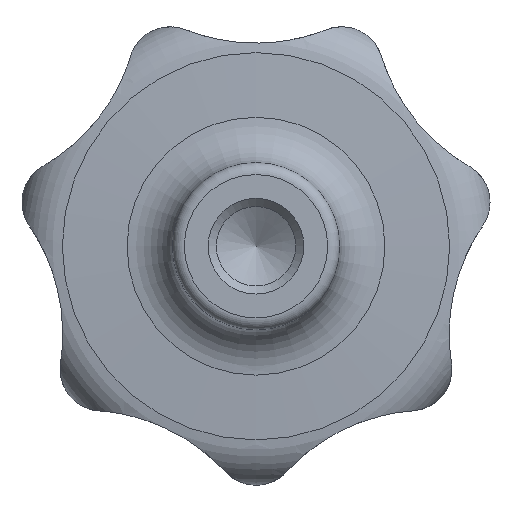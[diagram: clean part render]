
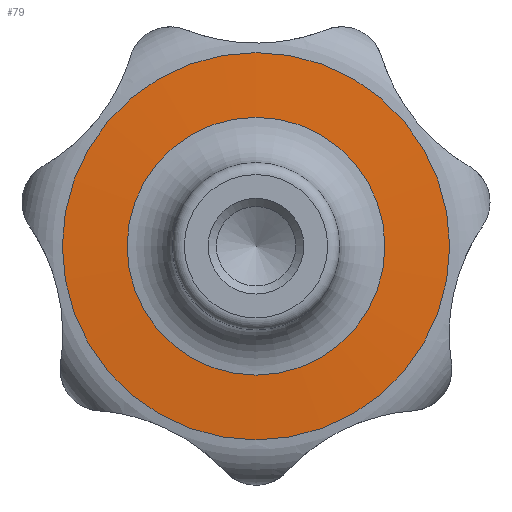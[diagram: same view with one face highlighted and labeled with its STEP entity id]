
A CAD part, front view. The second image highlights one B-rep face of the part: STEP entity #79.
In plain terms, the highlighted conical face has half-angle 87 degrees and reference radius 16.209 mm.
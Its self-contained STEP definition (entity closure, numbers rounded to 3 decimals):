
#79 = ADVANCED_FACE( '', ( #168, #169 ), #170, .T. );
#168 = FACE_BOUND( '', #261, .T. );
#169 = FACE_OUTER_BOUND( '', #262, .T. );
#170 = CONICAL_SURFACE( '', #263, 16.209, 1.518 );
#261 = EDGE_LOOP( '', ( #439 ) );
#262 = EDGE_LOOP( '', ( #440 ) );
#263 = AXIS2_PLACEMENT_3D( '', #441, #442, #443 );
#439 = ORIENTED_EDGE( '', *, *, #581, .F. );
#440 = ORIENTED_EDGE( '', *, *, #538, .T. );
#441 = CARTESIAN_POINT( '', ( 0., 13.005, 0. ) );
#442 = DIRECTION( '', ( 0., 1., 0. ) );
#443 = DIRECTION( '', ( 0., 0., 1. ) );
#538 = EDGE_CURVE( '', #646, #646, #647, .T. );
#581 = EDGE_CURVE( '', #706, #706, #707, .T. );
#646 = VERTEX_POINT( '', #1074 );
#647 = CIRCLE( '', #1075, 16.209 );
#706 = VERTEX_POINT( '', #1466 );
#707 = CIRCLE( '', #1467, 10.791 );
#1074 = CARTESIAN_POINT( '', ( 0., 13.005, -16.209 ) );
#1075 = AXIS2_PLACEMENT_3D( '', #1495, #1496, #1497 );
#1466 = CARTESIAN_POINT( '', ( 0., 12.722, -10.791 ) );
#1467 = AXIS2_PLACEMENT_3D( '', #1520, #1521, #1522 );
#1495 = CARTESIAN_POINT( '', ( 0., 13.005, 0. ) );
#1496 = DIRECTION( '', ( 0., -1., 0. ) );
#1497 = DIRECTION( '', ( 0., 0., -1. ) );
#1520 = CARTESIAN_POINT( '', ( 0., 12.722, 0. ) );
#1521 = DIRECTION( '', ( 0., -1., 0. ) );
#1522 = DIRECTION( '', ( 0., 0., -1. ) );
